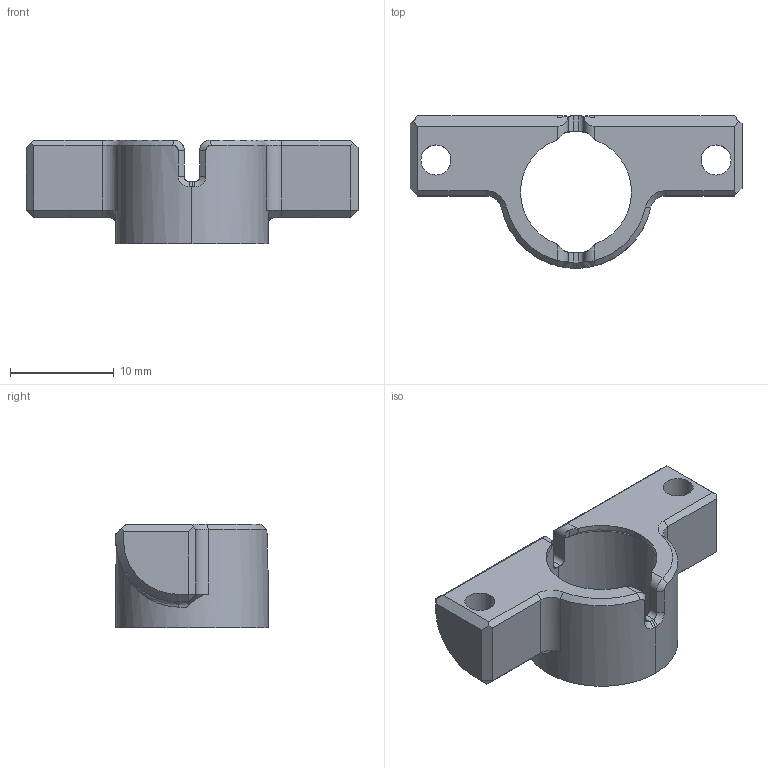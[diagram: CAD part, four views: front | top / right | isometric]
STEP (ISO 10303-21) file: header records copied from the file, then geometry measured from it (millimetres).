
FILE_DESCRIPTION(/* description */ (''),/* implementation_level */ '2;1');
FILE_NAME(/* name */ 'MANTA-5-SE-DC-BB响打印件-橙色（2025-2-27）',/* time_stamp */ '2025-02-27T14:32:48+08:00',/* author */ (''),/* organization */ (''),/* preprocessor_version */ 'ST-DEVELOPER v19.2',/* originating_system */ 'Rhino 8.1',/* authorisation */ '');
FILE_SCHEMA (('CONFIG_CONTROL_DESIGN'));
Length unit declared in the file: millimetre
Products named in the file (1): Document
Bounding box: 32 x 14.71 x 10 mm (x, y, z)
Volume: 1475.4 mm3; surface area: 1549.9 mm2
Topology: 1 solids, 1 shells, 95 faces, 249 edges, 155 vertices
Faces by surface type: plane 39, cylinder 28, bspline 28
Full cylindrical faces by diameter (mm): 2.9 x2
Entity records: 4102 total; most frequent: CARTESIAN_POINT 2228, ORIENTED_EDGE 498, EDGE_CURVE 249, B_SPLINE_CURVE_WITH_KNOTS 177, VERTEX_POINT 155, DIRECTION 151, AXIS2_PLACEMENT_3D 109, EDGE_LOOP 100
